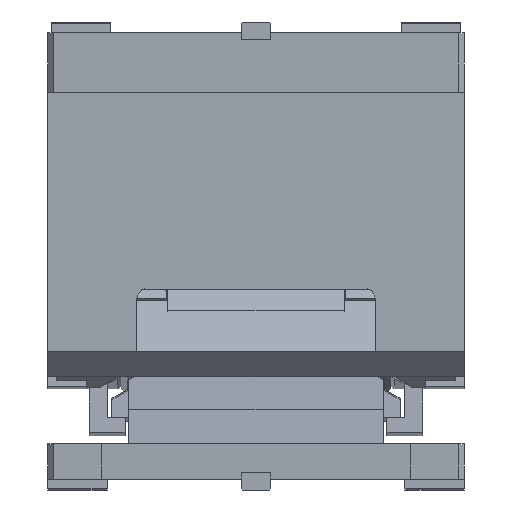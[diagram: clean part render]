
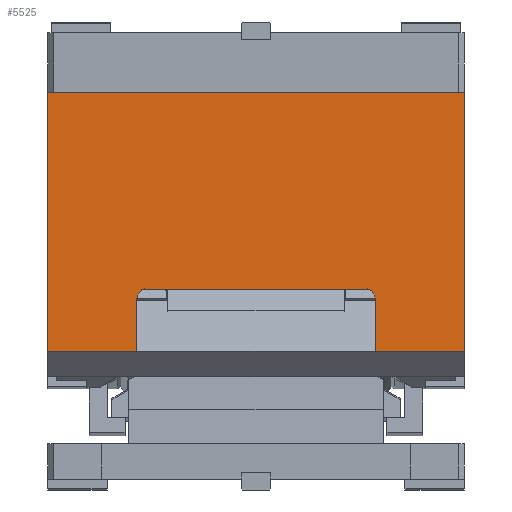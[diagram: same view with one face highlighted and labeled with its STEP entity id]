
A CAD part, left-side view. The second image highlights one B-rep face of the part: STEP entity #5525.
In plain terms, the highlighted planar face has unit normal (-1, 0, 0).
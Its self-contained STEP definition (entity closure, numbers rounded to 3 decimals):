
#2001=CARTESIAN_POINT('Vertex',(45.,175.,-50.)) ;
#2004=CARTESIAN_POINT('Line Origine',(45.,0.,-50.)) ;
#2008=CARTESIAN_POINT('Vertex',(45.,-175.,-50.)) ;
#2736=CARTESIAN_POINT('Vertex',(45.,94.,-215.617)) ;
#2764=CARTESIAN_POINT('Vertex',(45.,-94.,-215.617)) ;
#2767=CARTESIAN_POINT('Line Origine',(45.,0.,-215.617)) ;
#2853=CARTESIAN_POINT('Vertex',(45.,-100.,-224.103)) ;
#2857=CARTESIAN_POINT('Control Point',(45.,-94.,-215.617)) ;
#2858=CARTESIAN_POINT('Control Point',(45.,-94.692,-215.617)) ;
#2859=CARTESIAN_POINT('Control Point',(45.,-95.412,-215.758)) ;
#2860=CARTESIAN_POINT('Control Point',(45.,-96.125,-216.064)) ;
#2861=CARTESIAN_POINT('Control Point',(45.,-97.557,-217.05)) ;
#2862=CARTESIAN_POINT('Control Point',(45.,-98.664,-218.58)) ;
#2863=CARTESIAN_POINT('Control Point',(45.,-99.135,-219.512)) ;
#2864=CARTESIAN_POINT('Control Point',(45.,-99.66,-221.002)) ;
#2865=CARTESIAN_POINT('Control Point',(45.,-99.915,-222.537)) ;
#2866=CARTESIAN_POINT('Control Point',(45.,-99.972,-223.065)) ;
#2867=CARTESIAN_POINT('Control Point',(45.,-100.,-223.588)) ;
#2868=CARTESIAN_POINT('Control Point',(45.,-100.,-224.103)) ;
#2888=CARTESIAN_POINT('Vertex',(45.,-100.,-268.)) ;
#2925=CARTESIAN_POINT('Vertex',(45.,-175.,-268.)) ;
#2928=CARTESIAN_POINT('Line Origine',(45.,-137.5,-268.)) ;
#4306=CARTESIAN_POINT('Vertex',(45.,100.,-268.)) ;
#4309=CARTESIAN_POINT('Line Origine',(45.,137.5,-268.)) ;
#4313=CARTESIAN_POINT('Vertex',(45.,175.,-268.)) ;
#4541=CARTESIAN_POINT('Line Origine',(45.,-100.,-246.051)) ;
#5067=CARTESIAN_POINT('Vertex',(45.,100.,-224.103)) ;
#5070=CARTESIAN_POINT('Line Origine',(45.,100.,-246.051)) ;
#5094=CARTESIAN_POINT('Control Point',(45.,100.,-224.103)) ;
#5095=CARTESIAN_POINT('Control Point',(45.,100.,-222.895)) ;
#5096=CARTESIAN_POINT('Control Point',(45.,99.848,-221.64)) ;
#5097=CARTESIAN_POINT('Control Point',(45.,99.519,-220.38)) ;
#5098=CARTESIAN_POINT('Control Point',(45.,98.621,-218.351)) ;
#5099=CARTESIAN_POINT('Control Point',(45.,97.217,-216.823)) ;
#5100=CARTESIAN_POINT('Control Point',(45.,96.544,-216.304)) ;
#5101=CARTESIAN_POINT('Control Point',(45.,95.603,-215.844)) ;
#5102=CARTESIAN_POINT('Control Point',(45.,94.655,-215.659)) ;
#5103=CARTESIAN_POINT('Control Point',(45.,94.434,-215.631)) ;
#5104=CARTESIAN_POINT('Control Point',(45.,94.216,-215.617)) ;
#5105=CARTESIAN_POINT('Control Point',(45.,94.,-215.617)) ;
#5468=CARTESIAN_POINT('Line Origine',(45.,175.,-159.)) ;
#5503=CARTESIAN_POINT('Axis2P3D Location',(45.,175.,-55.)) ;
#5508=CARTESIAN_POINT('Line Origine',(45.,-175.,-159.)) ;
#2005=DIRECTION('Vector Direction',(0.,1.,0.)) ;
#2768=DIRECTION('Vector Direction',(0.,-1.,0.)) ;
#2929=DIRECTION('Vector Direction',(0.,1.,0.)) ;
#4310=DIRECTION('Vector Direction',(0.,1.,0.)) ;
#4542=DIRECTION('Vector Direction',(0.,0.,-1.)) ;
#5071=DIRECTION('Vector Direction',(0.,0.,1.)) ;
#5469=DIRECTION('Vector Direction',(0.,0.,-1.)) ;
#5504=DIRECTION('Axis2P3D Direction',(1.,0.,0.)) ;
#5505=DIRECTION('Axis2P3D XDirection',(0.,0.,-1.)) ;
#5509=DIRECTION('Vector Direction',(0.,0.,-1.)) ;
#5506=AXIS2_PLACEMENT_3D('Plane Axis2P3D',#5503,#5504,#5505) ;
#5514=ORIENTED_EDGE('',*,*,#5472,.T.) ;
#5515=ORIENTED_EDGE('',*,*,#4315,.F.) ;
#5516=ORIENTED_EDGE('',*,*,#5074,.T.) ;
#5517=ORIENTED_EDGE('',*,*,#5106,.T.) ;
#5518=ORIENTED_EDGE('',*,*,#2771,.T.) ;
#5519=ORIENTED_EDGE('',*,*,#2869,.T.) ;
#5520=ORIENTED_EDGE('',*,*,#4545,.T.) ;
#5521=ORIENTED_EDGE('',*,*,#2932,.F.) ;
#5522=ORIENTED_EDGE('',*,*,#5512,.F.) ;
#5523=ORIENTED_EDGE('',*,*,#2010,.T.) ;
#2006=VECTOR('Line Direction',#2005,1.) ;
#2769=VECTOR('Line Direction',#2768,1.) ;
#2930=VECTOR('Line Direction',#2929,1.) ;
#4311=VECTOR('Line Direction',#4310,1.) ;
#4543=VECTOR('Line Direction',#4542,1.) ;
#5072=VECTOR('Line Direction',#5071,1.) ;
#5470=VECTOR('Line Direction',#5469,1.) ;
#5510=VECTOR('Line Direction',#5509,1.) ;
#5525=ADVANCED_FACE('CAM HOLDER',(#5524),#5507,.F.) ;
#2856=B_SPLINE_CURVE_WITH_KNOTS('',5,(#2857,#2858,#2859,#2860,#2861,#2862,#2863,#2864,#2865,#2866,#2867,#2868),.UNSPECIFIED.,.F.,.U.,(6,3,3,6),(0.,6.255,13.444,17.204),.UNSPECIFIED.) ;
#5093=B_SPLINE_CURVE_WITH_KNOTS('',5,(#5094,#5095,#5096,#5097,#5098,#5099,#5100,#5101,#5102,#5103,#5104,#5105),.UNSPECIFIED.,.F.,.U.,(6,3,3,6),(0.,8.825,15.243,17.193),.UNSPECIFIED.) ;
#2010=EDGE_CURVE('',#2009,#2002,#2007,.T.) ;
#2771=EDGE_CURVE('',#2737,#2765,#2770,.T.) ;
#2869=EDGE_CURVE('',#2765,#2854,#2856,.T.) ;
#2932=EDGE_CURVE('',#2926,#2889,#2931,.T.) ;
#4315=EDGE_CURVE('',#4307,#4314,#4312,.T.) ;
#4545=EDGE_CURVE('',#2854,#2889,#4544,.T.) ;
#5074=EDGE_CURVE('',#4307,#5068,#5073,.T.) ;
#5106=EDGE_CURVE('',#5068,#2737,#5093,.T.) ;
#5472=EDGE_CURVE('',#2002,#4314,#5471,.T.) ;
#5512=EDGE_CURVE('',#2009,#2926,#5511,.T.) ;
#5513=EDGE_LOOP('',(#5514,#5515,#5516,#5517,#5518,#5519,#5520,#5521,#5522,#5523)) ;
#5524=FACE_OUTER_BOUND('',#5513,.T.) ;
#2007=LINE('Line',#2004,#2006) ;
#2770=LINE('Line',#2767,#2769) ;
#2931=LINE('Line',#2928,#2930) ;
#4312=LINE('Line',#4309,#4311) ;
#4544=LINE('Line',#4541,#4543) ;
#5073=LINE('Line',#5070,#5072) ;
#5471=LINE('Line',#5468,#5470) ;
#5511=LINE('Line',#5508,#5510) ;
#5507=PLANE('Plane',#5506) ;
#2002=VERTEX_POINT('',#2001) ;
#2009=VERTEX_POINT('',#2008) ;
#2737=VERTEX_POINT('',#2736) ;
#2765=VERTEX_POINT('',#2764) ;
#2854=VERTEX_POINT('',#2853) ;
#2889=VERTEX_POINT('',#2888) ;
#2926=VERTEX_POINT('',#2925) ;
#4307=VERTEX_POINT('',#4306) ;
#4314=VERTEX_POINT('',#4313) ;
#5068=VERTEX_POINT('',#5067) ;
